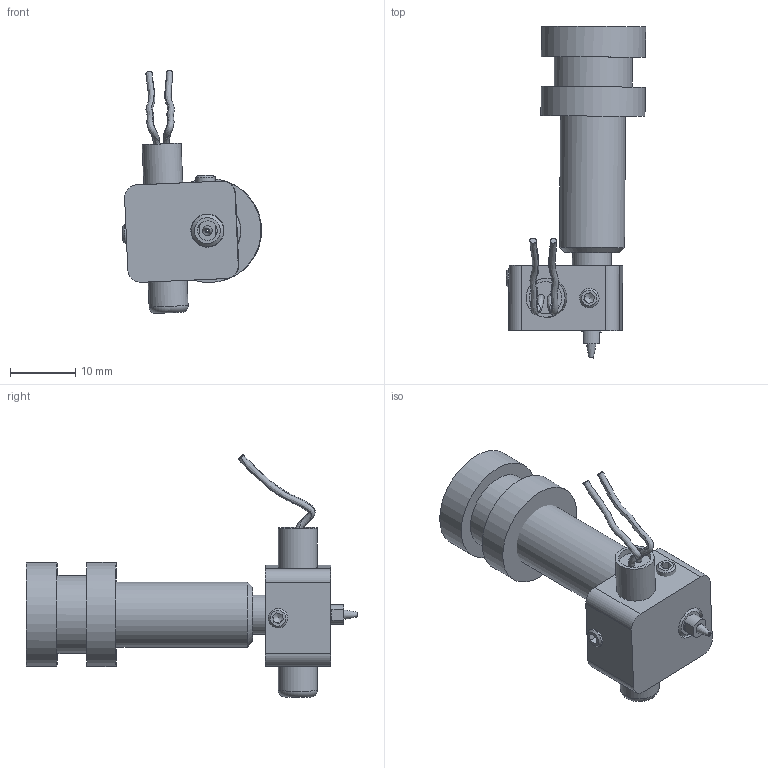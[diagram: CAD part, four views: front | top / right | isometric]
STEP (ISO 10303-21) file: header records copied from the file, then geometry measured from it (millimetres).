
FILE_DESCRIPTION(/* description */ (''),/* implementation_level */ '2;1');
FILE_NAME(/* name */ 'Merlin-Hotend.stp',/* time_stamp */ '2014-08-12T21:19:44+02:00',/* author */ ('Javaanse'),/* organization */ (''),/* preprocessor_version */ 'ST-DEVELOPER v15.2',/* originating_system */ 'Autodesk Inventor 2014',/* authorisation */ '');
FILE_SCHEMA (('AUTOMOTIVE_DESIGN { 1 0 10303 214 3 1 1 }'));
Length unit declared in the file: millimetre
Products named in the file (10): Alu-Holder; PEEK; PTFE-Inlay; Brass Part; Heat-block; Heater_Default; Airbrush Nozzle; ISO 4027 - M3 x 5ISO; ISO 4026 - M3 x 6ISO; Merlin-Hotend
Bounding box: 21.41 x 51.06 x 37.35 mm (x, y, z)
Volume: 6893 mm3; surface area: 7361.2 mm2
Topology: 12 solids, 12 shells, 104 faces, 212 edges, 137 vertices
Faces by surface type: plane 50, cylinder 30, cone 18, bspline 4, torus 2
Full cylindrical faces by diameter (mm): 0.3 x1, 1.321 x1, 1.7 x1, 2.459 x3, 3 x3, 3.2 x3, 4.917 x1, 5 x3, 5.1 x1, 6 x4, 8.376 x1, 10 x1, 12 x1, 16 x2
Entity records: 3927 total; most frequent: CARTESIAN_POINT 1681, DIRECTION 456, ORIENTED_EDGE 306, AXIS2_PLACEMENT_3D 204, EDGE_LOOP 175, EDGE_CURVE 153, VERTEX_POINT 124, ADVANCED_FACE 104
